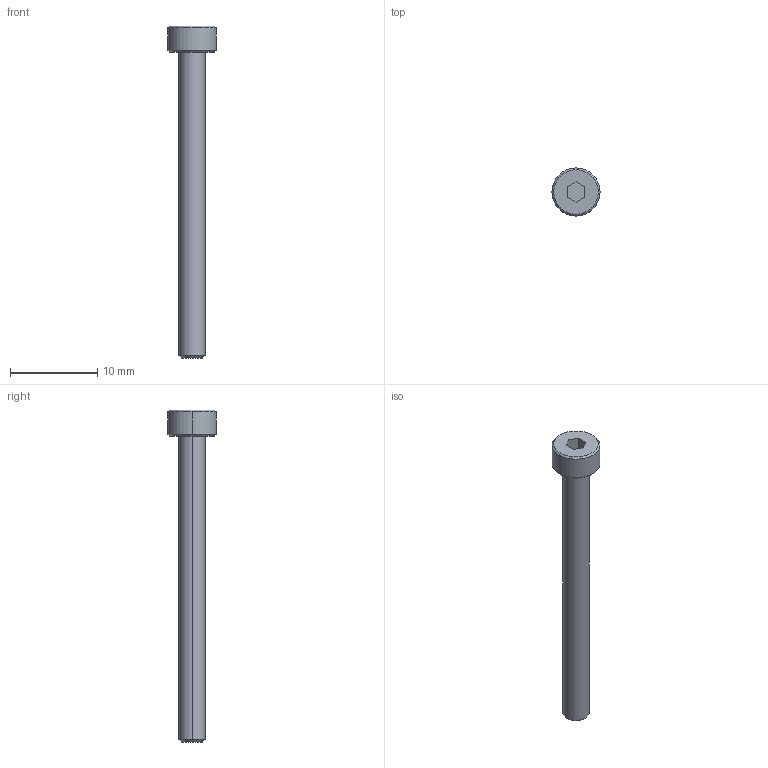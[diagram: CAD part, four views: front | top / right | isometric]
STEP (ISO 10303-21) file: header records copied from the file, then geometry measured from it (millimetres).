
FILE_DESCRIPTION (( 'STEP AP214' ), '1' );
FILE_NAME ('hex_m3_custom.STEP', '2025-05-27T14:01:17', ( '' ), ( '' ), 'SwSTEP 2.0', 'SolidWorks 2025', '' );
FILE_SCHEMA (( 'AUTOMOTIVE_DESIGN' ));
Length unit declared in the file: millimetre
Products named in the file (1): hex_m3_custom_socketcap_35mm
Bounding box: 5.5 x 5.5 x 38 mm (x, y, z)
Volume: 310.7 mm3; surface area: 437.2 mm2
Topology: 1 solids, 1 shells, 20 faces, 42 edges, 26 vertices
Faces by surface type: plane 10, cone 6, cylinder 4
Entity records: 555 total; most frequent: DIRECTION 98, CARTESIAN_POINT 89, ORIENTED_EDGE 84, EDGE_CURVE 42, AXIS2_PLACEMENT_3D 35, LINE 28, VECTOR 28, VERTEX_POINT 26
